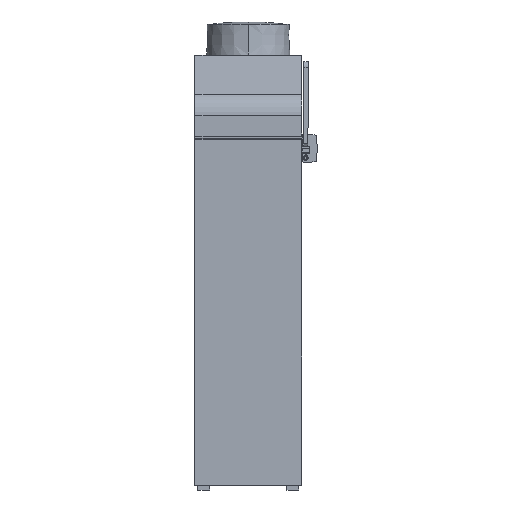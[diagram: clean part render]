
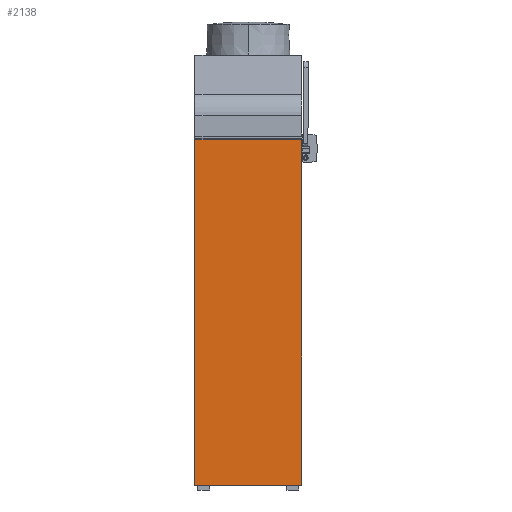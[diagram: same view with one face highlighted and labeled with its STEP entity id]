
A CAD part, front view. The second image highlights one B-rep face of the part: STEP entity #2138.
In plain terms, the highlighted planar face has unit normal (0, -1, 0).
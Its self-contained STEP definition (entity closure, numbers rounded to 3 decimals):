
#5 = CARTESIAN_POINT ( 'NONE',  ( -113.5, -224.3, 10.354 ) ) ;
#796 = LINE ( 'NONE', #4529, #9614 ) ;
#1360 = CARTESIAN_POINT ( 'NONE',  ( 113.5, -224.3, 10.354 ) ) ;
#2027 = DIRECTION ( 'NONE',  ( 0., 0., -1. ) ) ;
#2138 = ADVANCED_FACE ( 'NONE', ( #3612 ), #10118, .T. ) ;
#2155 = EDGE_LOOP ( 'NONE', ( #5159, #7339, #11533, #9130 ) ) ;
#2353 = EDGE_CURVE ( 'NONE', #5177, #12445, #5052, .T. ) ;
#2522 = DIRECTION ( 'NONE',  ( -1., 0., 0. ) ) ;
#3126 = VECTOR ( 'NONE', #9802, 1000. ) ;
#3612 = FACE_OUTER_BOUND ( 'NONE', #2155, .T. ) ;
#4529 = CARTESIAN_POINT ( 'NONE',  ( 0., -224.3, 10.354 ) ) ;
#4802 = VERTEX_POINT ( 'NONE', #1360 ) ;
#4823 = LINE ( 'NONE', #10912, #13683 ) ;
#5052 = LINE ( 'NONE', #15585, #15830 ) ;
#5159 = ORIENTED_EDGE ( 'NONE', *, *, #11048, .F. ) ;
#5177 = VERTEX_POINT ( 'NONE', #16590 ) ;
#7262 = DIRECTION ( 'NONE',  ( 0., -1., 0. ) ) ;
#7339 = ORIENTED_EDGE ( 'NONE', *, *, #12920, .F. ) ;
#7999 = CARTESIAN_POINT ( 'NONE',  ( -113.5, -224.3, 746.194 ) ) ;
#8243 = VERTEX_POINT ( 'NONE', #5 ) ;
#8879 = CARTESIAN_POINT ( 'NONE',  ( -113.5, -224.3, 10.354 ) ) ;
#9130 = ORIENTED_EDGE ( 'NONE', *, *, #10223, .F. ) ;
#9614 = VECTOR ( 'NONE', #11528, 1000. ) ;
#9802 = DIRECTION ( 'NONE',  ( 0., 0., 1. ) ) ;
#10118 = PLANE ( 'NONE',  #12926 ) ;
#10223 = EDGE_CURVE ( 'NONE', #8243, #12445, #15282, .T. ) ;
#10912 = CARTESIAN_POINT ( 'NONE',  ( 113.5, -224.3, 10.354 ) ) ;
#11048 = EDGE_CURVE ( 'NONE', #4802, #8243, #796, .T. ) ;
#11528 = DIRECTION ( 'NONE',  ( -1., 0., 0. ) ) ;
#11533 = ORIENTED_EDGE ( 'NONE', *, *, #2353, .T. ) ;
#12445 = VERTEX_POINT ( 'NONE', #7999 ) ;
#12920 = EDGE_CURVE ( 'NONE', #5177, #4802, #4823, .T. ) ;
#12926 = AXIS2_PLACEMENT_3D ( 'NONE', #16335, #7262, #13667 ) ;
#13667 = DIRECTION ( 'NONE',  ( 0., 0., -1. ) ) ;
#13683 = VECTOR ( 'NONE', #2027, 1000. ) ;
#15282 = LINE ( 'NONE', #8879, #3126 ) ;
#15585 = CARTESIAN_POINT ( 'NONE',  ( 0., -224.3, 746.194 ) ) ;
#15830 = VECTOR ( 'NONE', #2522, 1000. ) ;
#16335 = CARTESIAN_POINT ( 'NONE',  ( 0., -224.3, 746.194 ) ) ;
#16590 = CARTESIAN_POINT ( 'NONE',  ( 113.5, -224.3, 746.194 ) ) ;
